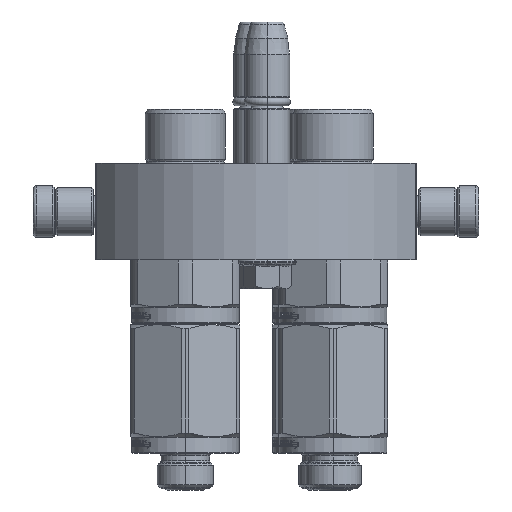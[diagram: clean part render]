
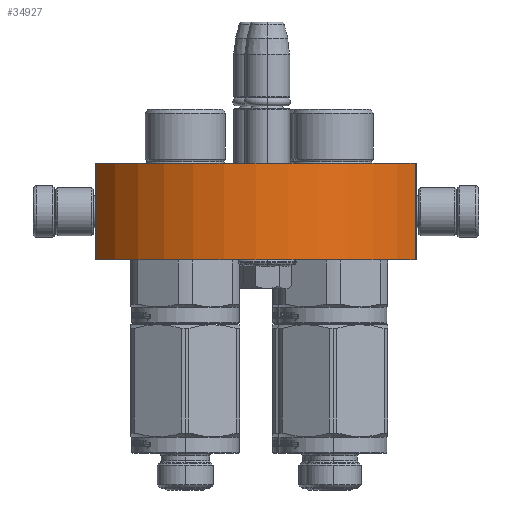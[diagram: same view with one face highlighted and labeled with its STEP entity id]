
A CAD part, left-side view. The second image highlights one B-rep face of the part: STEP entity #34927.
In plain terms, the highlighted cylindrical face has radius 57.25 mm (diameter 114.5 mm), a partial arc.
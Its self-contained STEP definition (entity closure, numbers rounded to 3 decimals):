
#3768 = DIRECTION ( 'NONE',  ( 0., 1., 0. ) ) ;
#4473 = FACE_OUTER_BOUND ( 'NONE', #32497, .T. ) ;
#5888 = DIRECTION ( 'NONE',  ( 1., 0., 0. ) ) ;
#6400 = VERTEX_POINT ( 'NONE', #29565 ) ;
#8555 = AXIS2_PLACEMENT_3D ( 'NONE', #30976, #27461, #23769 ) ;
#10119 = ORIENTED_EDGE ( 'NONE', *, *, #35468, .T. ) ;
#12080 = AXIS2_PLACEMENT_3D ( 'NONE', #35776, #26097, #5888 ) ;
#14063 = EDGE_CURVE ( 'NONE', #21513, #42158, #37036, .T. ) ;
#14685 = EDGE_CURVE ( 'NONE', #6400, #42158, #25373, .T. ) ;
#15285 = CARTESIAN_POINT ( 'NONE',  ( 49.5, 0., -28.763 ) ) ;
#16335 = EDGE_CURVE ( 'NONE', #28368, #6400, #27349, .T. ) ;
#18591 = AXIS2_PLACEMENT_3D ( 'NONE', #19372, #26043, #19088 ) ;
#19088 = DIRECTION ( 'NONE',  ( 0.865, 0., -0.502 ) ) ;
#19372 = CARTESIAN_POINT ( 'NONE',  ( 0., 0., 0. ) ) ;
#20266 = ORIENTED_EDGE ( 'NONE', *, *, #14063, .T. ) ;
#21057 = CARTESIAN_POINT ( 'NONE',  ( -49.5, 0., -28.763 ) ) ;
#21513 = VERTEX_POINT ( 'NONE', #21057 ) ;
#22058 = ORIENTED_EDGE ( 'NONE', *, *, #16335, .F. ) ;
#23769 = DIRECTION ( 'NONE',  ( 0.865, 0., -0.502 ) ) ;
#25373 = CIRCLE ( 'NONE', #8555, 57.25 ) ;
#25710 = VECTOR ( 'NONE', #41533, 1000. ) ;
#26043 = DIRECTION ( 'NONE',  ( 0., 1., 0. ) ) ;
#26097 = DIRECTION ( 'NONE',  ( 0., -1., 0. ) ) ;
#27349 = LINE ( 'NONE', #15285, #25710 ) ;
#27461 = DIRECTION ( 'NONE',  ( 0., 1., 0. ) ) ;
#28368 = VERTEX_POINT ( 'NONE', #39515 ) ;
#29269 = CYLINDRICAL_SURFACE ( 'NONE', #12080, 57.25 ) ;
#29565 = CARTESIAN_POINT ( 'NONE',  ( 49.5, 30., -28.763 ) ) ;
#29735 = CIRCLE ( 'NONE', #18591, 57.25 ) ;
#30159 = CARTESIAN_POINT ( 'NONE',  ( -49.5, 0., -28.763 ) ) ;
#30976 = CARTESIAN_POINT ( 'NONE',  ( 0., 30., 0. ) ) ;
#32312 = VECTOR ( 'NONE', #3768, 1000. ) ;
#32497 = EDGE_LOOP ( 'NONE', ( #43185, #22058, #10119, #20266 ) ) ;
#34927 = ADVANCED_FACE ( 'NONE', ( #4473 ), #29269, .T. ) ;
#35468 = EDGE_CURVE ( 'NONE', #28368, #21513, #29735, .T. ) ;
#35776 = CARTESIAN_POINT ( 'NONE',  ( 0., 0., 0. ) ) ;
#36918 = CARTESIAN_POINT ( 'NONE',  ( -49.5, 30., -28.763 ) ) ;
#37036 = LINE ( 'NONE', #30159, #32312 ) ;
#39515 = CARTESIAN_POINT ( 'NONE',  ( 49.5, 0., -28.763 ) ) ;
#41533 = DIRECTION ( 'NONE',  ( 0., 1., 0. ) ) ;
#42158 = VERTEX_POINT ( 'NONE', #36918 ) ;
#43185 = ORIENTED_EDGE ( 'NONE', *, *, #14685, .F. ) ;
